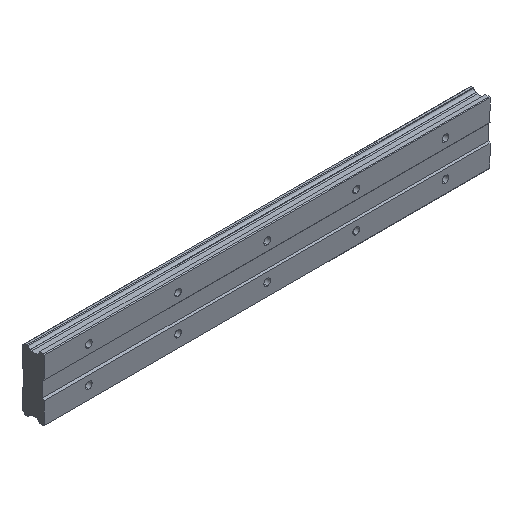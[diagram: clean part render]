
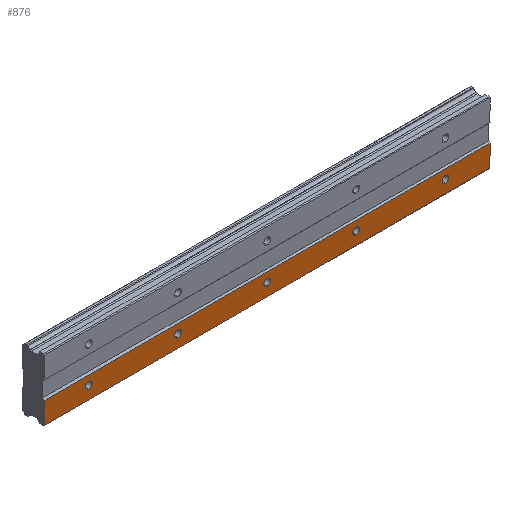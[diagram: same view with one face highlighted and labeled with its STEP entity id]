
A CAD part, isometric view. The second image highlights one B-rep face of the part: STEP entity #876.
In plain terms, the highlighted planar face has unit normal (0, -1, 0).
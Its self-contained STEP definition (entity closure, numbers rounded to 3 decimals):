
#16 = CARTESIAN_POINT ( 'NONE',  ( 0., 0., -9.75 ) ) ;
#18 = ORIENTED_EDGE ( 'NONE', *, *, #1420, .F. ) ;
#42 = CARTESIAN_POINT ( 'NONE',  ( 240., 0., -12. ) ) ;
#77 = VECTOR ( 'NONE', #2244, 1000. ) ;
#78 = VERTEX_POINT ( 'NONE', #517 ) ;
#100 = EDGE_CURVE ( 'NONE', #2068, #1124, #1394, .T. ) ;
#113 = EDGE_LOOP ( 'NONE', ( #2133, #2255 ) ) ;
#133 = AXIS2_PLACEMENT_3D ( 'NONE', #358, #1851, #1403 ) ;
#167 = EDGE_LOOP ( 'NONE', ( #2638, #1656, #2314, #872 ) ) ;
#179 = LINE ( 'NONE', #1281, #2557 ) ;
#191 = EDGE_LOOP ( 'NONE', ( #2289, #2359 ) ) ;
#197 = PLANE ( 'NONE',  #2426 ) ;
#267 = ORIENTED_EDGE ( 'NONE', *, *, #953, .F. ) ;
#277 = VERTEX_POINT ( 'NONE', #1430 ) ;
#302 = DIRECTION ( 'NONE',  ( 0., 0., 1. ) ) ;
#310 = VERTEX_POINT ( 'NONE', #1548 ) ;
#314 = AXIS2_PLACEMENT_3D ( 'NONE', #810, #1629, #1618 ) ;
#317 = CARTESIAN_POINT ( 'NONE',  ( 270., 0., -6. ) ) ;
#319 = DIRECTION ( 'NONE',  ( 0., -1., 0. ) ) ;
#344 = CARTESIAN_POINT ( 'NONE',  ( 60., 0., -12. ) ) ;
#354 = ORIENTED_EDGE ( 'NONE', *, *, #1682, .F. ) ;
#358 = CARTESIAN_POINT ( 'NONE',  ( 120., 0., -12. ) ) ;
#364 = CARTESIAN_POINT ( 'NONE',  ( 270., 0., -6. ) ) ;
#367 = DIRECTION ( 'NONE',  ( 0., 0., 1. ) ) ;
#378 = VERTEX_POINT ( 'NONE', #16 ) ;
#390 = FACE_BOUND ( 'NONE', #1183, .T. ) ;
#427 = AXIS2_PLACEMENT_3D ( 'NONE', #2385, #2428, #2212 ) ;
#435 = CARTESIAN_POINT ( 'NONE',  ( 180., 0., -12. ) ) ;
#436 = CIRCLE ( 'NONE', #1252, 2.25 ) ;
#438 = CARTESIAN_POINT ( 'NONE',  ( -30., 0., -20.5 ) ) ;
#474 = EDGE_CURVE ( 'NONE', #310, #277, #520, .T. ) ;
#515 = CARTESIAN_POINT ( 'NONE',  ( 60., 0., -14.25 ) ) ;
#517 = CARTESIAN_POINT ( 'NONE',  ( 120., 0., -14.25 ) ) ;
#519 = CARTESIAN_POINT ( 'NONE',  ( 120., 0., -12. ) ) ;
#520 = CIRCLE ( 'NONE', #1421, 2.25 ) ;
#531 = DIRECTION ( 'NONE',  ( 0., 0., 1. ) ) ;
#542 = CARTESIAN_POINT ( 'NONE',  ( 0., 0., -14.25 ) ) ;
#599 = CARTESIAN_POINT ( 'NONE',  ( 240., 0., -14.25 ) ) ;
#639 = VERTEX_POINT ( 'NONE', #2178 ) ;
#691 = CARTESIAN_POINT ( 'NONE',  ( 0., 0., -12. ) ) ;
#703 = AXIS2_PLACEMENT_3D ( 'NONE', #42, #2568, #1147 ) ;
#810 = CARTESIAN_POINT ( 'NONE',  ( 240., 0., -12. ) ) ;
#829 = VERTEX_POINT ( 'NONE', #599 ) ;
#831 = CIRCLE ( 'NONE', #1645, 2.25 ) ;
#872 = ORIENTED_EDGE ( 'NONE', *, *, #973, .T. ) ;
#876 = ADVANCED_FACE ( 'NONE', ( #1671, #1686, #1862, #2109, #2527, #390 ), #197, .F. ) ;
#913 = ORIENTED_EDGE ( 'NONE', *, *, #2700, .F. ) ;
#919 = VERTEX_POINT ( 'NONE', #515 ) ;
#953 = EDGE_CURVE ( 'NONE', #378, #2459, #1904, .T. ) ;
#955 = EDGE_CURVE ( 'NONE', #2459, #378, #1996, .T. ) ;
#958 = ORIENTED_EDGE ( 'NONE', *, *, #955, .F. ) ;
#973 = EDGE_CURVE ( 'NONE', #639, #1891, #1797, .T. ) ;
#989 = EDGE_LOOP ( 'NONE', ( #267, #958 ) ) ;
#1012 = CIRCLE ( 'NONE', #703, 2.25 ) ;
#1032 = DIRECTION ( 'NONE',  ( -1., 0., 0. ) ) ;
#1062 = CIRCLE ( 'NONE', #1958, 2.25 ) ;
#1110 = CARTESIAN_POINT ( 'NONE',  ( -30., 0., 20.827 ) ) ;
#1124 = VERTEX_POINT ( 'NONE', #2252 ) ;
#1145 = AXIS2_PLACEMENT_3D ( 'NONE', #691, #1807, #531 ) ;
#1147 = DIRECTION ( 'NONE',  ( 0., 0., 1. ) ) ;
#1183 = EDGE_LOOP ( 'NONE', ( #18, #1516 ) ) ;
#1198 = DIRECTION ( 'NONE',  ( 0., -1., 0. ) ) ;
#1252 = AXIS2_PLACEMENT_3D ( 'NONE', #2277, #319, #367 ) ;
#1258 = EDGE_CURVE ( 'NONE', #277, #310, #831, .T. ) ;
#1281 = CARTESIAN_POINT ( 'NONE',  ( 270., 0., -20.5 ) ) ;
#1333 = DIRECTION ( 'NONE',  ( 0., -1., 0. ) ) ;
#1357 = CARTESIAN_POINT ( 'NONE',  ( 180., 0., -12. ) ) ;
#1370 = DIRECTION ( 'NONE',  ( 0., -1., 0. ) ) ;
#1373 = DIRECTION ( 'NONE',  ( 0., 0., -1. ) ) ;
#1374 = VERTEX_POINT ( 'NONE', #2031 ) ;
#1394 = LINE ( 'NONE', #1406, #77 ) ;
#1403 = DIRECTION ( 'NONE',  ( 0., 0., 1. ) ) ;
#1406 = CARTESIAN_POINT ( 'NONE',  ( 270., 0., 20.827 ) ) ;
#1408 = EDGE_CURVE ( 'NONE', #639, #2068, #1850, .T. ) ;
#1420 = EDGE_CURVE ( 'NONE', #1374, #919, #2083, .T. ) ;
#1421 = AXIS2_PLACEMENT_3D ( 'NONE', #1357, #1370, #302 ) ;
#1430 = CARTESIAN_POINT ( 'NONE',  ( 180., 0., -9.75 ) ) ;
#1447 = VERTEX_POINT ( 'NONE', #2098 ) ;
#1473 = EDGE_CURVE ( 'NONE', #1124, #1891, #179, .T. ) ;
#1488 = VERTEX_POINT ( 'NONE', #2733 ) ;
#1516 = ORIENTED_EDGE ( 'NONE', *, *, #2159, .F. ) ;
#1518 = CIRCLE ( 'NONE', #133, 2.25 ) ;
#1521 = CIRCLE ( 'NONE', #314, 2.25 ) ;
#1522 = DIRECTION ( 'NONE',  ( 0., 0., 1. ) ) ;
#1548 = CARTESIAN_POINT ( 'NONE',  ( 180., 0., -14.25 ) ) ;
#1592 = DIRECTION ( 'NONE',  ( 1., 0., 0. ) ) ;
#1618 = DIRECTION ( 'NONE',  ( 0., 0., 1. ) ) ;
#1629 = DIRECTION ( 'NONE',  ( 0., -1., 0. ) ) ;
#1645 = AXIS2_PLACEMENT_3D ( 'NONE', #435, #2339, #1522 ) ;
#1656 = ORIENTED_EDGE ( 'NONE', *, *, #100, .F. ) ;
#1671 = FACE_OUTER_BOUND ( 'NONE', #167, .T. ) ;
#1682 = EDGE_CURVE ( 'NONE', #829, #1488, #1012, .T. ) ;
#1686 = FACE_BOUND ( 'NONE', #989, .T. ) ;
#1797 = LINE ( 'NONE', #1110, #2082 ) ;
#1807 = DIRECTION ( 'NONE',  ( 0., -1., 0. ) ) ;
#1850 = LINE ( 'NONE', #317, #2216 ) ;
#1851 = DIRECTION ( 'NONE',  ( 0., -1., 0. ) ) ;
#1862 = FACE_BOUND ( 'NONE', #2388, .T. ) ;
#1890 = DIRECTION ( 'NONE',  ( 0., 0., 1. ) ) ;
#1891 = VERTEX_POINT ( 'NONE', #438 ) ;
#1904 = CIRCLE ( 'NONE', #427, 2.25 ) ;
#1958 = AXIS2_PLACEMENT_3D ( 'NONE', #519, #1333, #2175 ) ;
#1996 = CIRCLE ( 'NONE', #1145, 2.25 ) ;
#2031 = CARTESIAN_POINT ( 'NONE',  ( 60., 0., -9.75 ) ) ;
#2049 = DIRECTION ( 'NONE',  ( 0., 0., 1. ) ) ;
#2068 = VERTEX_POINT ( 'NONE', #2424 ) ;
#2082 = VECTOR ( 'NONE', #1373, 1000. ) ;
#2083 = CIRCLE ( 'NONE', #2169, 2.25 ) ;
#2098 = CARTESIAN_POINT ( 'NONE',  ( 120., 0., -9.75 ) ) ;
#2109 = FACE_BOUND ( 'NONE', #191, .T. ) ;
#2114 = EDGE_CURVE ( 'NONE', #78, #1447, #1518, .T. ) ;
#2133 = ORIENTED_EDGE ( 'NONE', *, *, #2650, .F. ) ;
#2159 = EDGE_CURVE ( 'NONE', #919, #1374, #436, .T. ) ;
#2169 = AXIS2_PLACEMENT_3D ( 'NONE', #344, #1198, #2049 ) ;
#2175 = DIRECTION ( 'NONE',  ( 0., 0., 1. ) ) ;
#2178 = CARTESIAN_POINT ( 'NONE',  ( -30., 0., -6. ) ) ;
#2212 = DIRECTION ( 'NONE',  ( 0., 0., 1. ) ) ;
#2216 = VECTOR ( 'NONE', #1592, 1000. ) ;
#2244 = DIRECTION ( 'NONE',  ( 0., 0., -1. ) ) ;
#2252 = CARTESIAN_POINT ( 'NONE',  ( 270., 0., -20.5 ) ) ;
#2255 = ORIENTED_EDGE ( 'NONE', *, *, #2114, .F. ) ;
#2277 = CARTESIAN_POINT ( 'NONE',  ( 60., 0., -12. ) ) ;
#2289 = ORIENTED_EDGE ( 'NONE', *, *, #1258, .F. ) ;
#2314 = ORIENTED_EDGE ( 'NONE', *, *, #1408, .F. ) ;
#2339 = DIRECTION ( 'NONE',  ( 0., -1., 0. ) ) ;
#2359 = ORIENTED_EDGE ( 'NONE', *, *, #474, .F. ) ;
#2385 = CARTESIAN_POINT ( 'NONE',  ( 0., 0., -12. ) ) ;
#2388 = EDGE_LOOP ( 'NONE', ( #913, #354 ) ) ;
#2424 = CARTESIAN_POINT ( 'NONE',  ( 270., 0., -6. ) ) ;
#2426 = AXIS2_PLACEMENT_3D ( 'NONE', #364, #2470, #1890 ) ;
#2428 = DIRECTION ( 'NONE',  ( 0., -1., 0. ) ) ;
#2459 = VERTEX_POINT ( 'NONE', #542 ) ;
#2470 = DIRECTION ( 'NONE',  ( 0., 1., 0. ) ) ;
#2527 = FACE_BOUND ( 'NONE', #113, .T. ) ;
#2557 = VECTOR ( 'NONE', #1032, 1000. ) ;
#2568 = DIRECTION ( 'NONE',  ( 0., -1., 0. ) ) ;
#2638 = ORIENTED_EDGE ( 'NONE', *, *, #1473, .F. ) ;
#2650 = EDGE_CURVE ( 'NONE', #1447, #78, #1062, .T. ) ;
#2700 = EDGE_CURVE ( 'NONE', #1488, #829, #1521, .T. ) ;
#2733 = CARTESIAN_POINT ( 'NONE',  ( 240., 0., -9.75 ) ) ;
